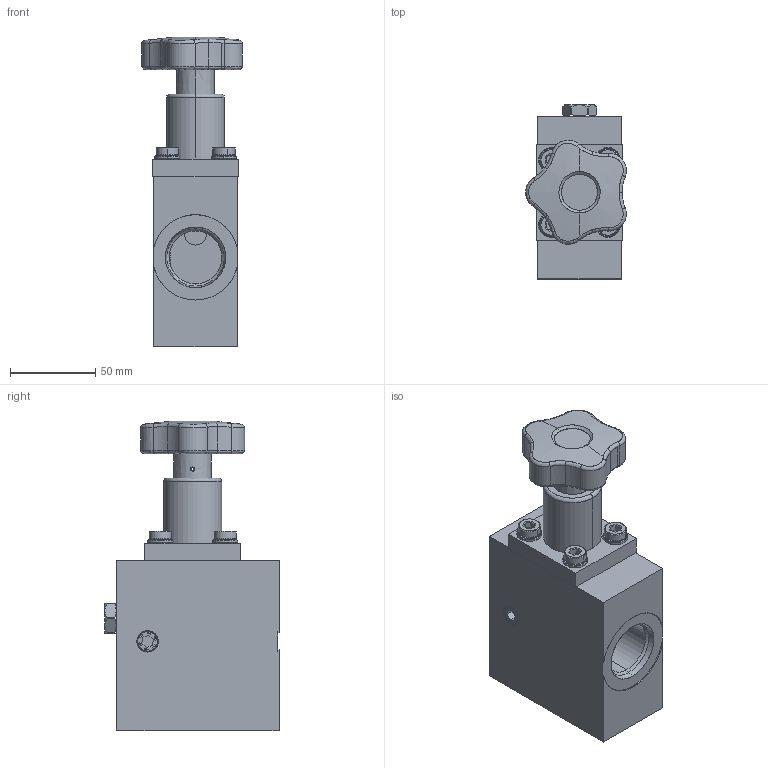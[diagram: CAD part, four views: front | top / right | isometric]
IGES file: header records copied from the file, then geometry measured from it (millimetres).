
Start section: SolidWorks IGES file using analytic representation for surfaces
Global section: file name: ECA'HV400-S-N-6.IGS; native system: SolidWorks 2023; preprocessor: SolidWorks 2023; author: pcw; date: 241031.161436; units: millimetre
Bounding box: 58.89 x 102 x 181.36 mm (x, y, z)
Surface area: 65666.8 mm2 (no closed solid volume)
Topology: 0 solids, 0 shells, 323 faces, 4061 edges, 4061 vertices
Faces by surface type: bspline 174, revolution 149
